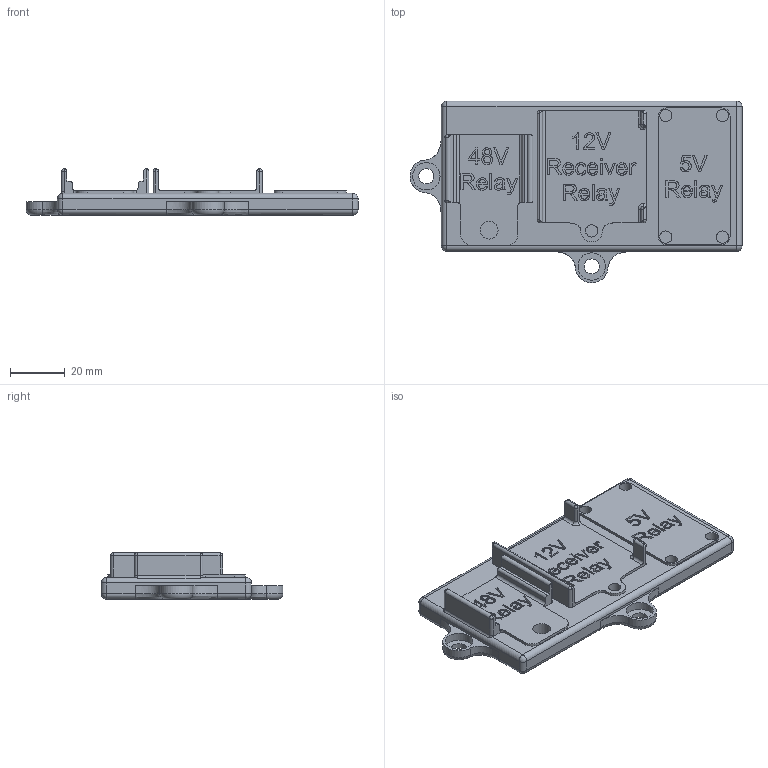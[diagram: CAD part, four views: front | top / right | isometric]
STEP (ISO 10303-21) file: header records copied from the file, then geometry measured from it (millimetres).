
FILE_DESCRIPTION(/* description */ (''),/* implementation_level */ '2;1');
FILE_NAME(/* name */ 'Switching.step',/* time_stamp */ '2026-02-23T22:49:49-05:00',/* author */ (''),/* organization */ (''),/* preprocessor_version */ 'ST-DEVELOPER v20.1',/* originating_system */ 'Autodesk Translation Framework v14.24.0.0',/* authorisation */ '');
FILE_SCHEMA (('AUTOMOTIVE_DESIGN { 1 0 10303 214 3 1 1 }'));
Length unit declared in the file: millimetre
Products named in the file (1): 2026-02-23-15-20-57-975
Bounding box: 121.5 x 66.5 x 17 mm (x, y, z)
Volume: 53556 mm3; surface area: 18580.6 mm2
Topology: 1 solids, 1 shells, 779 faces, 2089 edges, 1370 vertices
Faces by surface type: bspline 410, plane 276, cylinder 71, sphere 16, torus 6
Full cylindrical faces by diameter (mm): 4.5 x5, 5.5 x2, 6.5 x1, 10 x2
Entity records: 28783 total; most frequent: CARTESIAN_POINT 12028, ORIENTED_EDGE 4178, DIRECTION 2137, EDGE_CURVE 2089, VERTEX_POINT 1370, LINE 1121, VECTOR 1121, EDGE_LOOP 841
